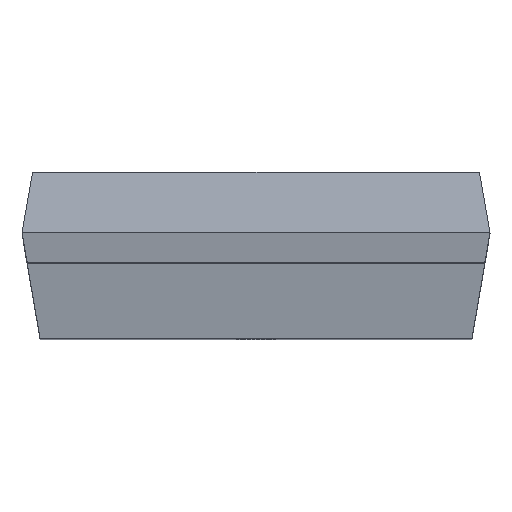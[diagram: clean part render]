
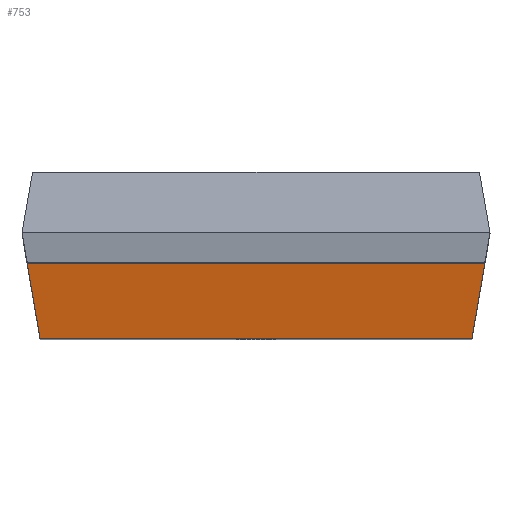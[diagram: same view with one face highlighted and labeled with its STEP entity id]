
A CAD part, top view. The second image highlights one B-rep face of the part: STEP entity #753.
In plain terms, the highlighted planar face has unit normal (0, -0.174, 0.985).
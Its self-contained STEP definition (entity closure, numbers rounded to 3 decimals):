
#668=CARTESIAN_POINT('',(-7.579,0.75,20.5));
#669=VERTEX_POINT('',#668);
#678=CARTESIAN_POINT('',(7.579,0.75,20.5));
#679=VERTEX_POINT('',#678);
#680=CARTESIAN_POINT('',(-7.579,0.75,20.5));
#681=DIRECTION('',(1.0,0.0,0.0));
#682=VECTOR('',#681,15.157);
#683=LINE('',#680,#682);
#684=EDGE_CURVE('',#669,#679,#683,.T.);
#723=CARTESIAN_POINT('',(-7.75,0.75,20.5));
#724=DIRECTION('',(0.,0.174,-0.985));
#725=DIRECTION('',(0.,0.985,0.174));
#726=AXIS2_PLACEMENT_3D('',#723,#724,#725);
#727=PLANE('',#726);
#728=CARTESIAN_POINT('',(-7.15,-1.75,20.059));
#729=VERTEX_POINT('',#728);
#730=CARTESIAN_POINT('',(-7.15,-1.75,20.059));
#731=DIRECTION('',(-0.166,0.971,0.171));
#732=VECTOR('',#731,2.574);
#733=LINE('',#730,#732);
#734=EDGE_CURVE('',#729,#669,#733,.T.);
#735=ORIENTED_EDGE('',*,*,#734,.F.);
#736=CARTESIAN_POINT('',(7.15,-1.75,20.059));
#737=VERTEX_POINT('',#736);
#738=CARTESIAN_POINT('',(7.15,-1.75,20.059));
#739=DIRECTION('',(-1.0,0.0,0.0));
#740=VECTOR('',#739,14.3);
#741=LINE('',#738,#740);
#742=EDGE_CURVE('',#737,#729,#741,.T.);
#743=ORIENTED_EDGE('',*,*,#742,.F.);
#744=CARTESIAN_POINT('',(7.579,0.75,20.5));
#745=DIRECTION('',(-0.166,-0.971,-0.171));
#746=VECTOR('',#745,2.574);
#747=LINE('',#744,#746);
#748=EDGE_CURVE('',#679,#737,#747,.T.);
#749=ORIENTED_EDGE('',*,*,#748,.F.);
#750=ORIENTED_EDGE('',*,*,#684,.F.);
#751=EDGE_LOOP('',(#735,#743,#749,#750));
#752=FACE_OUTER_BOUND('',#751,.T.);
#753=ADVANCED_FACE('',(#752),#727,.F.);
